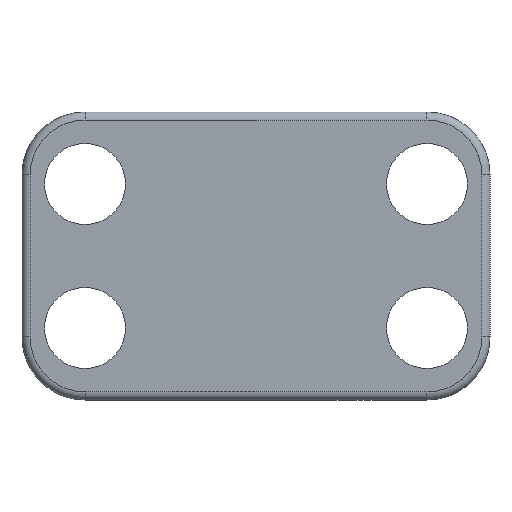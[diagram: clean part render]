
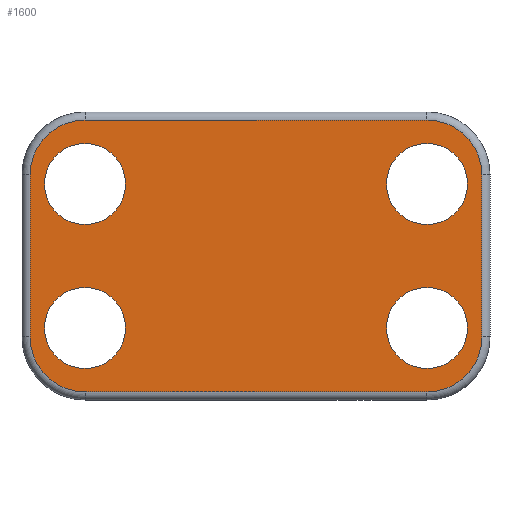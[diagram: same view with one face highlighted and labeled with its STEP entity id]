
A CAD part, front view. The second image highlights one B-rep face of the part: STEP entity #1600.
In plain terms, the highlighted planar face has unit normal (0, -1, 0).
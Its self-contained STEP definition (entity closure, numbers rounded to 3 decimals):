
#2 = CARTESIAN_POINT ( 'NONE',  ( 19., 0., -12.5 ) ) ;
#6 = LINE ( 'NONE', #450, #942 ) ;
#33 = CARTESIAN_POINT ( 'NONE',  ( -19., 0., 8. ) ) ;
#43 = DIRECTION ( 'NONE',  ( 0., 0., -1. ) ) ;
#49 = CARTESIAN_POINT ( 'NONE',  ( 19., 0., -9. ) ) ;
#61 = DIRECTION ( 'NONE',  ( 0., -1., 0. ) ) ;
#66 = DIRECTION ( 'NONE',  ( 0., -1., 0. ) ) ;
#73 = CIRCLE ( 'NONE', #1004, 6.1 ) ;
#89 = DIRECTION ( 'NONE',  ( 0., 0., 1. ) ) ;
#104 = VERTEX_POINT ( 'NONE', #2202 ) ;
#137 = ORIENTED_EDGE ( 'NONE', *, *, #2302, .F. ) ;
#141 = DIRECTION ( 'NONE',  ( 0., 0., 1. ) ) ;
#143 = FACE_BOUND ( 'NONE', #412, .T. ) ;
#153 = DIRECTION ( 'NONE',  ( 0., 0., -1. ) ) ;
#161 = ORIENTED_EDGE ( 'NONE', *, *, #1672, .F. ) ;
#164 = VERTEX_POINT ( 'NONE', #1813 ) ;
#171 = LINE ( 'NONE', #1272, #631 ) ;
#178 = EDGE_CURVE ( 'NONE', #451, #2177, #1702, .T. ) ;
#190 = VERTEX_POINT ( 'NONE', #2 ) ;
#200 = CIRCLE ( 'NONE', #203, 4.5 ) ;
#203 = AXIS2_PLACEMENT_3D ( 'NONE', #1613, #1605, #1582 ) ;
#216 = EDGE_LOOP ( 'NONE', ( #371, #161 ) ) ;
#225 = FACE_BOUND ( 'NONE', #216, .T. ) ;
#226 = CARTESIAN_POINT ( 'NONE',  ( -19., 0., 15.1 ) ) ;
#231 = AXIS2_PLACEMENT_3D ( 'NONE', #33, #66, #43 ) ;
#233 = CARTESIAN_POINT ( 'NONE',  ( -19., 0., -12.5 ) ) ;
#325 = CIRCLE ( 'NONE', #340, 4.5 ) ;
#338 = EDGE_CURVE ( 'NONE', #164, #652, #1188, .T. ) ;
#340 = AXIS2_PLACEMENT_3D ( 'NONE', #2313, #1957, #1969 ) ;
#348 = ORIENTED_EDGE ( 'NONE', *, *, #515, .F. ) ;
#371 = ORIENTED_EDGE ( 'NONE', *, *, #2165, .F. ) ;
#407 = ORIENTED_EDGE ( 'NONE', *, *, #779, .F. ) ;
#412 = EDGE_LOOP ( 'NONE', ( #407, #137 ) ) ;
#450 = CARTESIAN_POINT ( 'NONE',  ( -19., 0., -15.1 ) ) ;
#451 = VERTEX_POINT ( 'NONE', #2169 ) ;
#493 = ORIENTED_EDGE ( 'NONE', *, *, #1610, .F. ) ;
#495 = ORIENTED_EDGE ( 'NONE', *, *, #1845, .F. ) ;
#515 = EDGE_CURVE ( 'NONE', #652, #164, #2293, .T. ) ;
#560 = ORIENTED_EDGE ( 'NONE', *, *, #1443, .T. ) ;
#561 = EDGE_CURVE ( 'NONE', #2494, #941, #171, .T. ) ;
#570 = VERTEX_POINT ( 'NONE', #704 ) ;
#579 = ORIENTED_EDGE ( 'NONE', *, *, #1926, .T. ) ;
#586 = DIRECTION ( 'NONE',  ( 0., 0., 1. ) ) ;
#598 = FACE_BOUND ( 'NONE', #1619, .T. ) ;
#624 = FACE_OUTER_BOUND ( 'NONE', #1654, .T. ) ;
#631 = VECTOR ( 'NONE', #1305, 1000. ) ;
#652 = VERTEX_POINT ( 'NONE', #233 ) ;
#677 = AXIS2_PLACEMENT_3D ( 'NONE', #712, #723, #735 ) ;
#679 = ORIENTED_EDGE ( 'NONE', *, *, #2103, .T. ) ;
#704 = CARTESIAN_POINT ( 'NONE',  ( -25.1, 0., 9. ) ) ;
#712 = CARTESIAN_POINT ( 'NONE',  ( -19., 0., -8. ) ) ;
#723 = DIRECTION ( 'NONE',  ( 0., -1., 0. ) ) ;
#735 = DIRECTION ( 'NONE',  ( 0., 0., -1. ) ) ;
#761 = ORIENTED_EDGE ( 'NONE', *, *, #178, .T. ) ;
#771 = DIRECTION ( 'NONE',  ( 0., 0., 1. ) ) ;
#779 = EDGE_CURVE ( 'NONE', #2085, #1406, #806, .T. ) ;
#806 = CIRCLE ( 'NONE', #231, 4.5 ) ;
#822 = EDGE_LOOP ( 'NONE', ( #495, #493 ) ) ;
#889 = AXIS2_PLACEMENT_3D ( 'NONE', #1234, #1574, #1769 ) ;
#905 = PLANE ( 'NONE',  #1939 ) ;
#941 = VERTEX_POINT ( 'NONE', #226 ) ;
#942 = VECTOR ( 'NONE', #1139, 1000. ) ;
#966 = CARTESIAN_POINT ( 'NONE',  ( -19., 0., -15.1 ) ) ;
#982 = CARTESIAN_POINT ( 'NONE',  ( 19., 0., 8. ) ) ;
#1004 = AXIS2_PLACEMENT_3D ( 'NONE', #2129, #2067, #586 ) ;
#1064 = AXIS2_PLACEMENT_3D ( 'NONE', #1576, #1841, #1815 ) ;
#1081 = CARTESIAN_POINT ( 'NONE',  ( -25.1, 0., -9. ) ) ;
#1115 = ORIENTED_EDGE ( 'NONE', *, *, #1199, .T. ) ;
#1118 = FACE_BOUND ( 'NONE', #822, .T. ) ;
#1139 = DIRECTION ( 'NONE',  ( 1., 0., 0. ) ) ;
#1154 = VERTEX_POINT ( 'NONE', #966 ) ;
#1158 = CIRCLE ( 'NONE', #1064, 6.1 ) ;
#1186 = CIRCLE ( 'NONE', #2012, 4.5 ) ;
#1188 = CIRCLE ( 'NONE', #889, 4.5 ) ;
#1199 = EDGE_CURVE ( 'NONE', #941, #570, #1158, .T. ) ;
#1234 = CARTESIAN_POINT ( 'NONE',  ( -19., 0., -8. ) ) ;
#1272 = CARTESIAN_POINT ( 'NONE',  ( -19., 0., 15.1 ) ) ;
#1275 = CARTESIAN_POINT ( 'NONE',  ( 19., 0., -3.5 ) ) ;
#1305 = DIRECTION ( 'NONE',  ( -1., 0., 0. ) ) ;
#1336 = VERTEX_POINT ( 'NONE', #1855 ) ;
#1341 = CARTESIAN_POINT ( 'NONE',  ( 19., 0., 9. ) ) ;
#1354 = VECTOR ( 'NONE', #771, 1000. ) ;
#1395 = DIRECTION ( 'NONE',  ( 0., 0., -1. ) ) ;
#1406 = VERTEX_POINT ( 'NONE', #1636 ) ;
#1415 = DIRECTION ( 'NONE',  ( 0., 0., -1. ) ) ;
#1443 = EDGE_CURVE ( 'NONE', #1504, #1154, #73, .T. ) ;
#1446 = ORIENTED_EDGE ( 'NONE', *, *, #1946, .T. ) ;
#1458 = AXIS2_PLACEMENT_3D ( 'NONE', #49, #61, #89 ) ;
#1467 = LINE ( 'NONE', #1669, #1354 ) ;
#1476 = CARTESIAN_POINT ( 'NONE',  ( -19., 0., 3.5 ) ) ;
#1504 = VERTEX_POINT ( 'NONE', #1081 ) ;
#1531 = DIRECTION ( 'NONE',  ( 0., -1., 0. ) ) ;
#1574 = DIRECTION ( 'NONE',  ( 0., -1., 0. ) ) ;
#1576 = CARTESIAN_POINT ( 'NONE',  ( -19., 0., 9. ) ) ;
#1582 = DIRECTION ( 'NONE',  ( 0., 0., -1. ) ) ;
#1600 = ADVANCED_FACE ( 'NONE', ( #624, #1118, #225, #598, #143 ), #905, .F. ) ;
#1605 = DIRECTION ( 'NONE',  ( 0., -1., 0. ) ) ;
#1610 = EDGE_CURVE ( 'NONE', #2120, #190, #1844, .T. ) ;
#1613 = CARTESIAN_POINT ( 'NONE',  ( -19., 0., 8. ) ) ;
#1619 = EDGE_LOOP ( 'NONE', ( #348, #1877 ) ) ;
#1636 = CARTESIAN_POINT ( 'NONE',  ( -19., 0., 12.5 ) ) ;
#1654 = EDGE_LOOP ( 'NONE', ( #2335, #579, #1722, #1115, #1446, #560, #679, #761 ) ) ;
#1669 = CARTESIAN_POINT ( 'NONE',  ( 25.1, 0., 9. ) ) ;
#1672 = EDGE_CURVE ( 'NONE', #2324, #104, #1186, .T. ) ;
#1702 = CIRCLE ( 'NONE', #1458, 6.1 ) ;
#1721 = CARTESIAN_POINT ( 'NONE',  ( 19., 0., 12.5 ) ) ;
#1722 = ORIENTED_EDGE ( 'NONE', *, *, #561, .T. ) ;
#1725 = AXIS2_PLACEMENT_3D ( 'NONE', #1341, #2111, #141 ) ;
#1728 = VECTOR ( 'NONE', #2289, 1000. ) ;
#1757 = CIRCLE ( 'NONE', #1833, 4.5 ) ;
#1758 = DIRECTION ( 'NONE',  ( 0., 0., 1. ) ) ;
#1769 = DIRECTION ( 'NONE',  ( 0., 0., -1. ) ) ;
#1787 = EDGE_CURVE ( 'NONE', #2177, #1336, #1467, .T. ) ;
#1813 = CARTESIAN_POINT ( 'NONE',  ( -19., 0., -3.5 ) ) ;
#1815 = DIRECTION ( 'NONE',  ( 0., 0., 1. ) ) ;
#1833 = AXIS2_PLACEMENT_3D ( 'NONE', #2399, #2118, #1415 ) ;
#1841 = DIRECTION ( 'NONE',  ( 0., -1., 0. ) ) ;
#1844 = CIRCLE ( 'NONE', #1955, 4.5 ) ;
#1845 = EDGE_CURVE ( 'NONE', #190, #2120, #1757, .T. ) ;
#1855 = CARTESIAN_POINT ( 'NONE',  ( 25.1, 0., 9. ) ) ;
#1877 = ORIENTED_EDGE ( 'NONE', *, *, #338, .F. ) ;
#1926 = EDGE_CURVE ( 'NONE', #1336, #2494, #2372, .T. ) ;
#1939 = AXIS2_PLACEMENT_3D ( 'NONE', #2474, #2309, #1758 ) ;
#1946 = EDGE_CURVE ( 'NONE', #570, #1504, #1982, .T. ) ;
#1955 = AXIS2_PLACEMENT_3D ( 'NONE', #2112, #2163, #153 ) ;
#1957 = DIRECTION ( 'NONE',  ( 0., -1., 0. ) ) ;
#1969 = DIRECTION ( 'NONE',  ( 0., 0., -1. ) ) ;
#1982 = LINE ( 'NONE', #2480, #1728 ) ;
#2012 = AXIS2_PLACEMENT_3D ( 'NONE', #982, #1531, #1395 ) ;
#2067 = DIRECTION ( 'NONE',  ( 0., -1., 0. ) ) ;
#2085 = VERTEX_POINT ( 'NONE', #1476 ) ;
#2103 = EDGE_CURVE ( 'NONE', #1154, #451, #6, .T. ) ;
#2111 = DIRECTION ( 'NONE',  ( 0., -1., 0. ) ) ;
#2112 = CARTESIAN_POINT ( 'NONE',  ( 19., 0., -8. ) ) ;
#2118 = DIRECTION ( 'NONE',  ( 0., -1., 0. ) ) ;
#2120 = VERTEX_POINT ( 'NONE', #1275 ) ;
#2129 = CARTESIAN_POINT ( 'NONE',  ( -19., 0., -9. ) ) ;
#2163 = DIRECTION ( 'NONE',  ( 0., -1., 0. ) ) ;
#2165 = EDGE_CURVE ( 'NONE', #104, #2324, #325, .T. ) ;
#2169 = CARTESIAN_POINT ( 'NONE',  ( 19., 0., -15.1 ) ) ;
#2177 = VERTEX_POINT ( 'NONE', #2286 ) ;
#2202 = CARTESIAN_POINT ( 'NONE',  ( 19., 0., 3.5 ) ) ;
#2286 = CARTESIAN_POINT ( 'NONE',  ( 25.1, 0., -9. ) ) ;
#2289 = DIRECTION ( 'NONE',  ( 0., 0., -1. ) ) ;
#2293 = CIRCLE ( 'NONE', #677, 4.5 ) ;
#2302 = EDGE_CURVE ( 'NONE', #1406, #2085, #200, .T. ) ;
#2309 = DIRECTION ( 'NONE',  ( 0., 1., 0. ) ) ;
#2313 = CARTESIAN_POINT ( 'NONE',  ( 19., 0., 8. ) ) ;
#2324 = VERTEX_POINT ( 'NONE', #1721 ) ;
#2335 = ORIENTED_EDGE ( 'NONE', *, *, #1787, .T. ) ;
#2372 = CIRCLE ( 'NONE', #1725, 6.1 ) ;
#2399 = CARTESIAN_POINT ( 'NONE',  ( 19., 0., -8. ) ) ;
#2431 = CARTESIAN_POINT ( 'NONE',  ( 19., 0., 15.1 ) ) ;
#2474 = CARTESIAN_POINT ( 'NONE',  ( -19., 0., 9. ) ) ;
#2480 = CARTESIAN_POINT ( 'NONE',  ( -25.1, 0., 9. ) ) ;
#2494 = VERTEX_POINT ( 'NONE', #2431 ) ;
